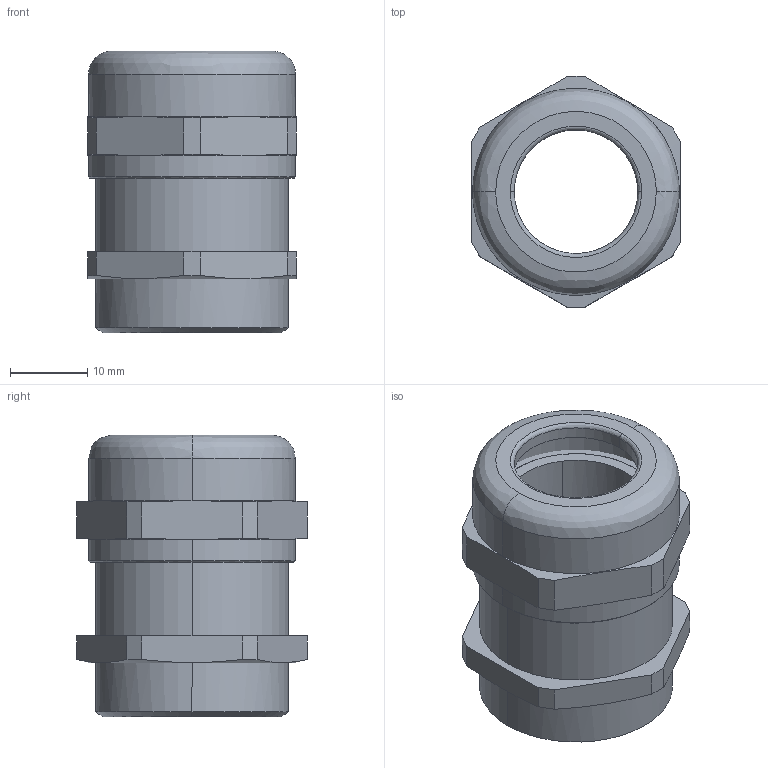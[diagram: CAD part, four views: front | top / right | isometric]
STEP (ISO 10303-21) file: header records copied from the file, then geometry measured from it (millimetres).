
FILE_DESCRIPTION(/* description */ (''),/* implementation_level */ '2;1');
FILE_NAME(/* name */ '2086203',/* time_stamp */ '2015-01-30T14:03:28+01:00',/* author */ (''),/* organization */ (''),/* preprocessor_version */ 'ST-DEVELOPER v15',/* originating_system */ '',/* authorisation */ '');
FILE_SCHEMA (('CONFIG_CONTROL_DESIGN'));
Length unit declared in the file: millimetre
Products named in the file (2): Document; Block 01
Assembly tree (1 placements, depth 2):
  Document
    Block 01
Bounding box: 27 x 29.92 x 36.5 mm (x, y, z)
Volume: 9792.3 mm3; surface area: 12135.7 mm2
Topology: 4 solids, 4 shells, 88 faces, 205 edges, 132 vertices
Faces by surface type: bspline 61, plane 27
Entity records: 4845 total; most frequent: CARTESIAN_POINT 3442, ORIENTED_EDGE 410, EDGE_CURVE 205, VERTEX_POINT 132, EDGE_LOOP 103, B_SPLINE_CURVE_WITH_KNOTS 89, ADVANCED_FACE 88, FACE_OUTER_BOUND 88
